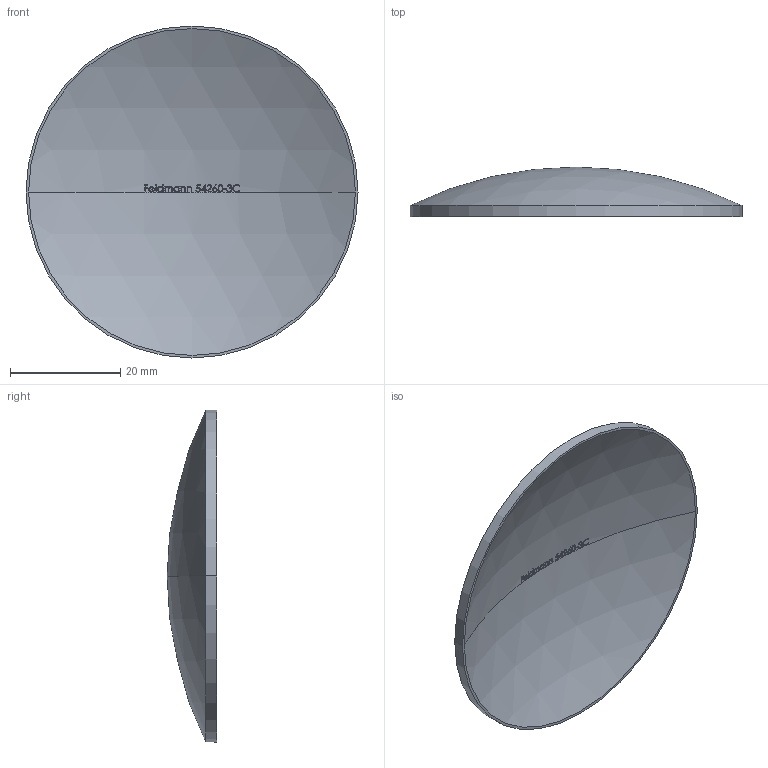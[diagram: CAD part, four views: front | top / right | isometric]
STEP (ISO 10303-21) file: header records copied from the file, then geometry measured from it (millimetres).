
FILE_DESCRIPTION (( 'STEP AP203' ), '1' );
FILE_NAME ('54260-3C.step', '2018-12-11T12:11:22', ( '' ), ( '' ), 'SwSTEP 2.0', 'SolidWorks 2015', '' );
FILE_SCHEMA (( 'CONFIG_CONTROL_DESIGN' ));
Length unit declared in the file: millimetre
Products named in the file (1): 54260-3C
Bounding box: 60.3 x 9 x 60.3 mm (x, y, z)
Volume: 6018.8 mm3; surface area: 6407.6 mm2
Topology: 1 solids, 1 shells, 237 faces, 655 edges, 428 vertices
Faces by surface type: bspline 103, plane 92, sphere 40, cylinder 2
Entity records: 12798 total; most frequent: CARTESIAN_POINT 7293, ORIENTED_EDGE 1310, DIRECTION 876, EDGE_CURVE 655, VERTEX_POINT 428, AXIS2_PLACEMENT_3D 340, B_SPLINE_CURVE_WITH_KNOTS 254, EDGE_LOOP 245
